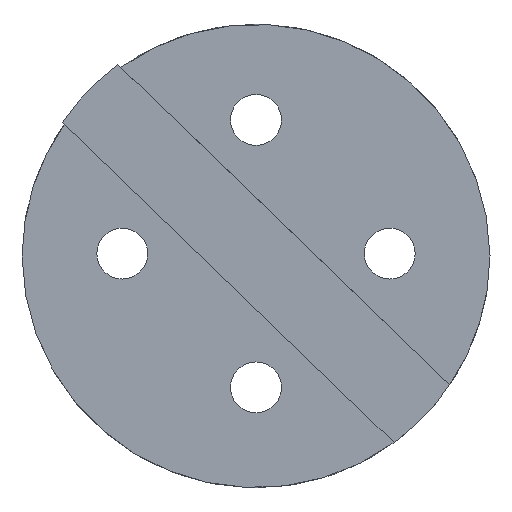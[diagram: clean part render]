
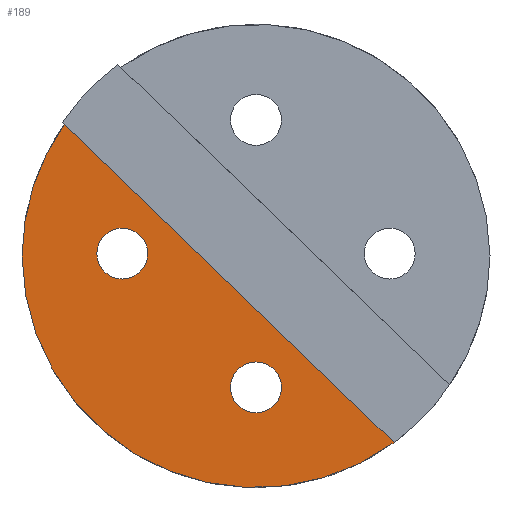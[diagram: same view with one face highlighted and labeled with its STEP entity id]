
A CAD part, front view. The second image highlights one B-rep face of the part: STEP entity #189.
In plain terms, the highlighted planar face has unit normal (0, -1, 0).
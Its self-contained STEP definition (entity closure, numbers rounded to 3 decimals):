
#50 = VERTEX_POINT('',#51);
#51 = CARTESIAN_POINT('',(-14.342,-7.,9.671));
#58 = EDGE_CURVE('',#50,#59,#61,.T.);
#59 = VERTEX_POINT('',#60);
#60 = CARTESIAN_POINT('',(-17.499,-7.,-0.178));
#61 = CIRCLE('',#62,17.5);
#62 = AXIS2_PLACEMENT_3D('',#63,#64,#65);
#63 = CARTESIAN_POINT('',(0.,-7.,-0.357));
#64 = DIRECTION('',(0.,-1.,0.));
#65 = DIRECTION('',(1.,0.,0.));
#161 = VERTEX_POINT('',#162);
#162 = CARTESIAN_POINT('',(10.323,-7.,-14.131));
#168 = EDGE_CURVE('',#59,#161,#169,.T.);
#169 = CIRCLE('',#170,17.5);
#170 = AXIS2_PLACEMENT_3D('',#171,#172,#173);
#171 = CARTESIAN_POINT('',(0.,-7.,0.));
#172 = DIRECTION('',(0.,-1.,0.));
#173 = DIRECTION('',(1.,0.,0.));
#189 = ADVANCED_FACE('',(#190,#200,#211),#222,.F.);
#190 = FACE_BOUND('',#191,.F.);
#191 = EDGE_LOOP('',(#192,#193,#199));
#192 = ORIENTED_EDGE('',*,*,#58,.F.);
#193 = ORIENTED_EDGE('',*,*,#194,.F.);
#194 = EDGE_CURVE('',#161,#50,#195,.T.);
#195 = LINE('',#196,#197);
#196 = CARTESIAN_POINT('',(21.963,-7.,-25.365));
#197 = VECTOR('',#198,1.);
#198 = DIRECTION('',(-0.72,0.,0.694));
#199 = ORIENTED_EDGE('',*,*,#168,.F.);
#200 = FACE_BOUND('',#201,.F.);
#201 = EDGE_LOOP('',(#202));
#202 = ORIENTED_EDGE('',*,*,#203,.T.);
#203 = EDGE_CURVE('',#204,#204,#206,.T.);
#204 = VERTEX_POINT('',#205);
#205 = CARTESIAN_POINT('',(-10.,-7.,1.9));
#206 = CIRCLE('',#207,1.9);
#207 = AXIS2_PLACEMENT_3D('',#208,#209,#210);
#208 = CARTESIAN_POINT('',(-10.,-7.,0.));
#209 = DIRECTION('',(0.,-1.,0.));
#210 = DIRECTION('',(0.,0.,1.));
#211 = FACE_BOUND('',#212,.F.);
#212 = EDGE_LOOP('',(#213));
#213 = ORIENTED_EDGE('',*,*,#214,.T.);
#214 = EDGE_CURVE('',#215,#215,#217,.T.);
#215 = VERTEX_POINT('',#216);
#216 = CARTESIAN_POINT('',(-1.9,-7.,-10.));
#217 = CIRCLE('',#218,1.9);
#218 = AXIS2_PLACEMENT_3D('',#219,#220,#221);
#219 = CARTESIAN_POINT('',(0.,-7.,-10.));
#220 = DIRECTION('',(0.,-1.,0.));
#221 = DIRECTION('',(-1.,0.,0.));
#222 = PLANE('',#223);
#223 = AXIS2_PLACEMENT_3D('',#224,#225,#226);
#224 = CARTESIAN_POINT('',(0.,-7.,-0.357));
#225 = DIRECTION('',(0.,1.,0.));
#226 = DIRECTION('',(0.,0.,1.));
